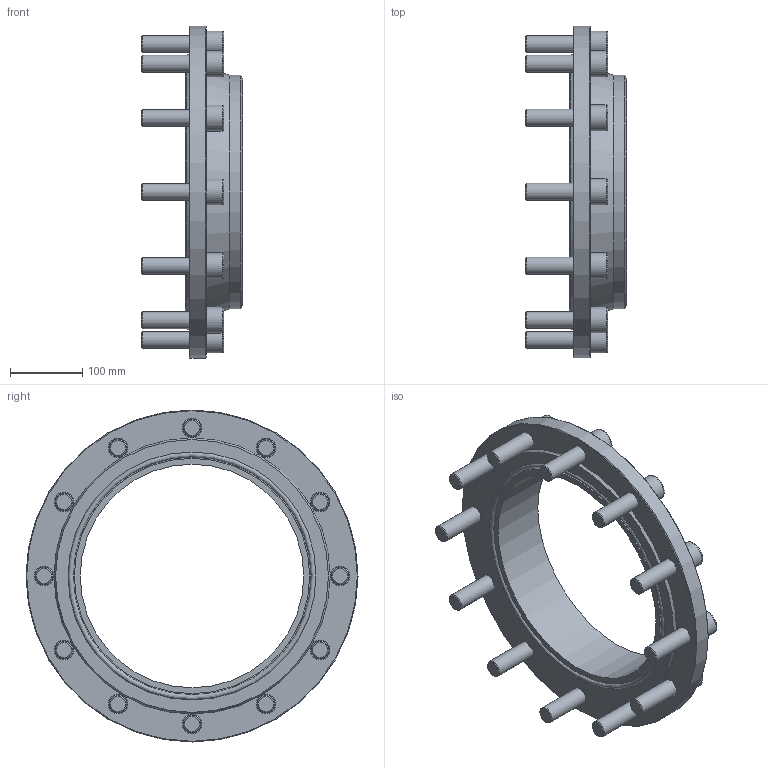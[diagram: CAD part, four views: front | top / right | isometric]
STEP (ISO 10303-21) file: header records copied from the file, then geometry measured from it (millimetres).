
FILE_DESCRIPTION(/* description */ (''),/* implementation_level */ '2;1');
FILE_NAME(/* name */ 'DFA300.stp',/* time_stamp */ '2025-01-16T08:21:15+01:00',/* author */ (''),/* organization */ (''),/* preprocessor_version */ 'ST-DEVELOPER v16',/* originating_system */ 'SIEMENS PLM Software NX 10.0',/* authorisation */ '');
FILE_SCHEMA (('CONFIG_CONTROL_DESIGN'));
Length unit declared in the file: millimetre
Products named in the file (4): X-M24x90I; X-O329; X-DFA300; DFA300
Assembly tree (14 placements, depth 2):
  DFA300
    X-DFA300
    X-O329
    X-M24x90I  x12
Bounding box: 140 x 460 x 460 mm (x, y, z)
Volume: 3384319.4 mm3; surface area: 525055.6 mm2
Topology: 14 solids, 14 shells, 401 faces, 797 edges, 438 vertices
Faces by surface type: plane 186, cone 137, cylinder 41, torus 36, revolution 1
Full cylindrical faces by diameter (mm): 23.577 x12, 26 x12, 36 x12, 309.7 x1, 323.9 x1, 326.06 x1, 343.55 x1, 460 x1
Entity records: 2680 total; most frequent: DIRECTION 383, CARTESIAN_POINT 330, ORIENTED_EDGE 218, AXIS2_PLACEMENT_3D 182, EDGE_LOOP 166, FACE_BOUND 149, EDGE_CURVE 109, VERTEX_POINT 93
